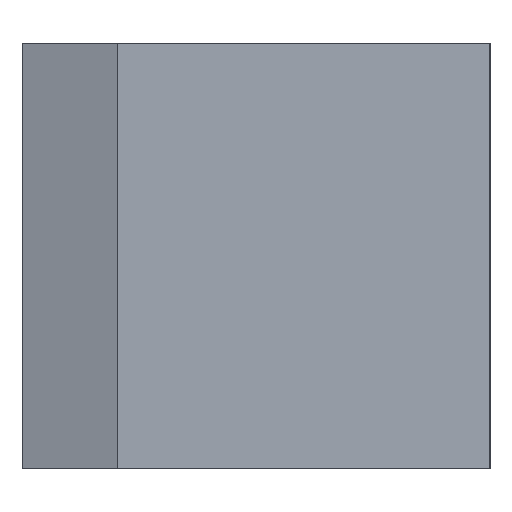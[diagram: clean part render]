
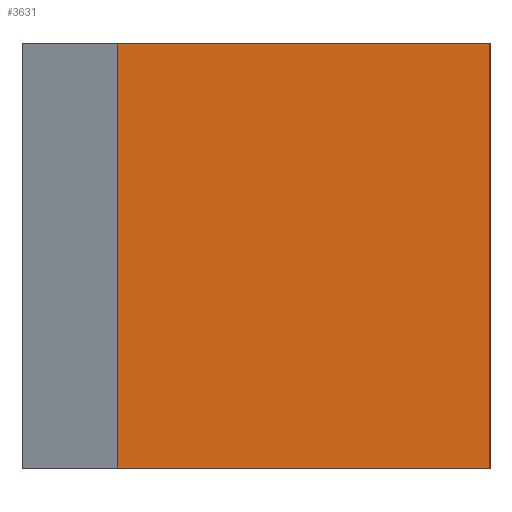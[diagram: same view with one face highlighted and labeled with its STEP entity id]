
A CAD part, left-side view. The second image highlights one B-rep face of the part: STEP entity #3631.
In plain terms, the highlighted planar face has unit normal (-1, 0, 0).
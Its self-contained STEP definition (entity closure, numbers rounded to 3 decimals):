
#109 = CARTESIAN_POINT ( 'NONE',  ( 0., 0., 0. ) ) ;
#255 = VERTEX_POINT ( 'NONE', #3179 ) ;
#399 = EDGE_CURVE ( 'NONE', #2866, #1348, #3110, .T. ) ;
#400 = DIRECTION ( 'NONE',  ( 0., 0., 1. ) ) ;
#436 = DIRECTION ( 'NONE',  ( 0., -1., 0. ) ) ;
#483 = VECTOR ( 'NONE', #1911, 1000. ) ;
#638 = DIRECTION ( 'NONE',  ( 0., 0., 1. ) ) ;
#745 = ORIENTED_EDGE ( 'NONE', *, *, #1084, .F. ) ;
#1062 = CARTESIAN_POINT ( 'NONE',  ( 0., 0., -10. ) ) ;
#1084 = EDGE_CURVE ( 'NONE', #255, #1348, #2822, .T. ) ;
#1148 = EDGE_LOOP ( 'NONE', ( #2599, #2370, #3155, #745 ) ) ;
#1333 = FACE_OUTER_BOUND ( 'NONE', #1148, .T. ) ;
#1348 = VERTEX_POINT ( 'NONE', #3874 ) ;
#1471 = VECTOR ( 'NONE', #3723, 1000. ) ;
#1523 = CARTESIAN_POINT ( 'NONE',  ( 0., 0., -10. ) ) ;
#1559 = VERTEX_POINT ( 'NONE', #3483 ) ;
#1621 = DIRECTION ( 'NONE',  ( -1., 0., 0. ) ) ;
#1911 = DIRECTION ( 'NONE',  ( 0., -1., 0. ) ) ;
#2370 = ORIENTED_EDGE ( 'NONE', *, *, #3731, .T. ) ;
#2561 = LINE ( 'NONE', #3226, #3497 ) ;
#2599 = ORIENTED_EDGE ( 'NONE', *, *, #3604, .F. ) ;
#2654 = AXIS2_PLACEMENT_3D ( 'NONE', #1062, #1621, #400 ) ;
#2822 = LINE ( 'NONE', #109, #483 ) ;
#2866 = VERTEX_POINT ( 'NONE', #3026 ) ;
#3026 = CARTESIAN_POINT ( 'NONE',  ( 0., 0., -10. ) ) ;
#3110 = LINE ( 'NONE', #1523, #1471 ) ;
#3155 = ORIENTED_EDGE ( 'NONE', *, *, #399, .T. ) ;
#3179 = CARTESIAN_POINT ( 'NONE',  ( 0., 8.75, 0. ) ) ;
#3226 = CARTESIAN_POINT ( 'NONE',  ( 0., 0., -10. ) ) ;
#3432 = LINE ( 'NONE', #4000, #3824 ) ;
#3483 = CARTESIAN_POINT ( 'NONE',  ( 0., 8.75, -10. ) ) ;
#3497 = VECTOR ( 'NONE', #436, 1000. ) ;
#3604 = EDGE_CURVE ( 'NONE', #1559, #255, #3432, .T. ) ;
#3631 = ADVANCED_FACE ( 'NONE', ( #1333 ), #3838, .T. ) ;
#3723 = DIRECTION ( 'NONE',  ( 0., 0., 1. ) ) ;
#3731 = EDGE_CURVE ( 'NONE', #1559, #2866, #2561, .T. ) ;
#3824 = VECTOR ( 'NONE', #638, 1000. ) ;
#3838 = PLANE ( 'NONE',  #2654 ) ;
#3874 = CARTESIAN_POINT ( 'NONE',  ( 0., 0., 0. ) ) ;
#4000 = CARTESIAN_POINT ( 'NONE',  ( 0., 8.75, -10. ) ) ;
